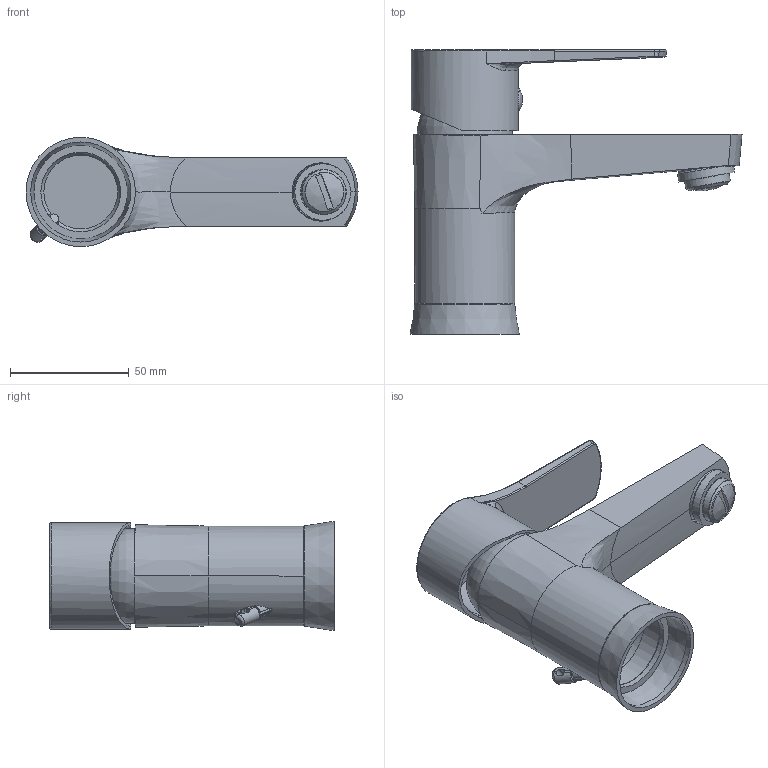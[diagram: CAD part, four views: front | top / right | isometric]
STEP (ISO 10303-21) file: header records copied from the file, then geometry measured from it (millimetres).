
FILE_DESCRIPTION (( 'STEP AP203' ), '1' );
FILE_NAME ('18-P61494.STEP', '2020-12-11T12:03:21', ( '' ), ( '' ), 'SwSTEP 2.0', 'SolidWorks 2018', '' );
FILE_SCHEMA (( 'CONFIG_CONTROL_DESIGN' ));
Length unit declared in the file: millimetre
Products named in the file (1): 18-P61494
Bounding box: 139.57 x 119.5 x 46 mm (x, y, z)
Volume: 72574.4 mm3; surface area: 61056.7 mm2
Topology: 8 solids, 8 shells, 287 faces, 684 edges, 412 vertices
Faces by surface type: bspline 104, plane 70, cylinder 66, cone 22, torus 13, sphere 12
Full cylindrical faces by diameter (mm): 6 x2, 6.8 x2, 9.5 x1, 16 x1, 16.5 x2, 17.5 x1, 18.75 x1, 19 x1, 22.5 x1, 23 x1, 23.8 x1, 24.5 x1, 31 x1, 33.5 x1, 35.8 x2, 36.5 x1, 37 x5, 41 x1, 42.1 x1, 45 x1
Entity records: 17338 total; most frequent: CARTESIAN_POINT 11985, ORIENTED_EDGE 1230, DIRECTION 796, EDGE_CURVE 615, VERTEX_POINT 396, EDGE_LOOP 353, AXIS2_PLACEMENT_3D 342, FACE_OUTER_BOUND 323
